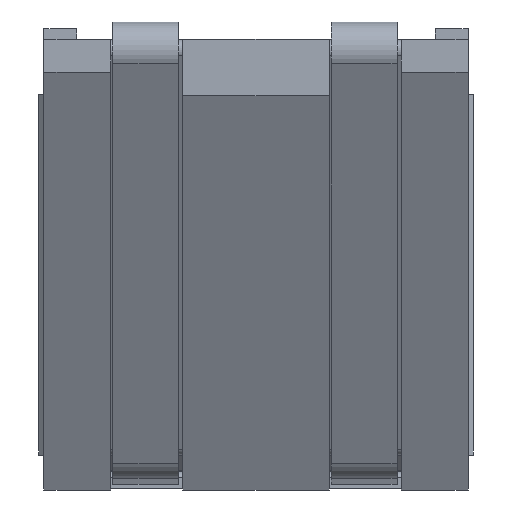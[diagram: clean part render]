
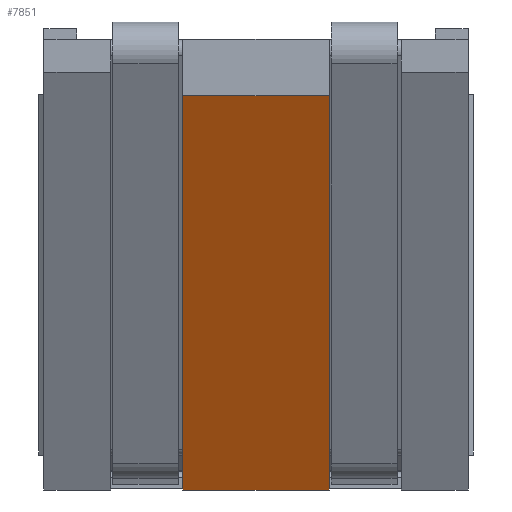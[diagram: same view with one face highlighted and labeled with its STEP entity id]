
A CAD part, front view. The second image highlights one B-rep face of the part: STEP entity #7851.
In plain terms, the highlighted planar face has unit normal (0, -0.883, -0.469).
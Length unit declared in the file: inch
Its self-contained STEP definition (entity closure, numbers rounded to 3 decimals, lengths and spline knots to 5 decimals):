
#2459=DIRECTION('',(-1.,0.,0.));
#2460=VECTOR('',#2459,0.067);
#2461=CARTESIAN_POINT('',(0.0335,-0.02311,0.));
#2462=LINE('',#2461,#2460);
#2463=DIRECTION('',(0.,0.469,-0.883));
#2464=VECTOR('',#2463,0.20426);
#2465=CARTESIAN_POINT('',(-0.0335,-0.119,0.18035));
#2466=LINE('',#2465,#2464);
#2467=DIRECTION('',(-1.,0.,0.));
#2468=VECTOR('',#2467,0.067);
#2469=CARTESIAN_POINT('',(0.0335,-0.119,0.18035));
#2470=LINE('',#2469,#2468);
#2471=DIRECTION('',(0.,-0.469,0.883));
#2472=VECTOR('',#2471,0.20426);
#2473=CARTESIAN_POINT('',(0.0335,-0.02311,0.));
#2474=LINE('',#2473,#2472);
#3572=CARTESIAN_POINT('',(0.0335,-0.119,0.18035));
#3573=CARTESIAN_POINT('',(-0.0335,-0.119,0.18035));
#3574=VERTEX_POINT('',#3572);
#3575=VERTEX_POINT('',#3573);
#3576=CARTESIAN_POINT('',(0.0335,-0.02311,0.));
#3577=CARTESIAN_POINT('',(-0.0335,-0.02311,0.));
#3578=VERTEX_POINT('',#3576);
#3579=VERTEX_POINT('',#3577);
#7840=CARTESIAN_POINT('',(-0.097,-0.12341,0.18865));
#7841=DIRECTION('',(0.,-0.883,-0.469));
#7842=DIRECTION('',(-1.,0.,0.));
#7843=AXIS2_PLACEMENT_3D('',#7840,#7841,#7842);
#7844=PLANE('',#7843);
#7845=ORIENTED_EDGE('',*,*,#5437,.T.);
#7846=ORIENTED_EDGE('',*,*,#7399,.F.);
#7847=ORIENTED_EDGE('',*,*,#5506,.F.);
#7848=ORIENTED_EDGE('',*,*,#7825,.F.);
#7849=EDGE_LOOP('',(#7845,#7846,#7847,#7848));
#7850=FACE_OUTER_BOUND('',#7849,.F.);
#7851=ADVANCED_FACE('',(#7850),#7844,.T.);
#5437=EDGE_CURVE('',#3578,#3579,#2462,.T.);
#5506=EDGE_CURVE('',#3574,#3575,#2470,.T.);
#7399=EDGE_CURVE('',#3575,#3579,#2466,.T.);
#7825=EDGE_CURVE('',#3578,#3574,#2474,.T.);
